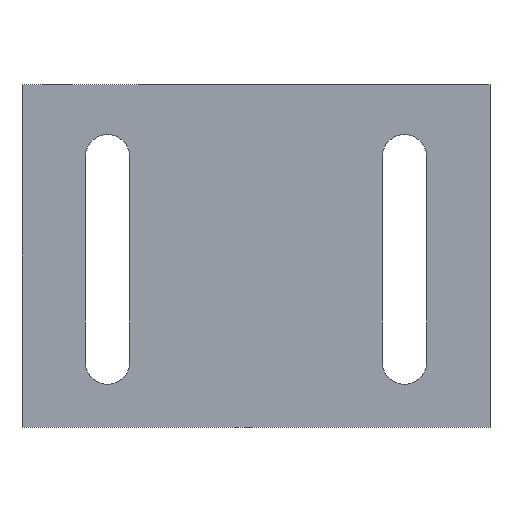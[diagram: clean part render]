
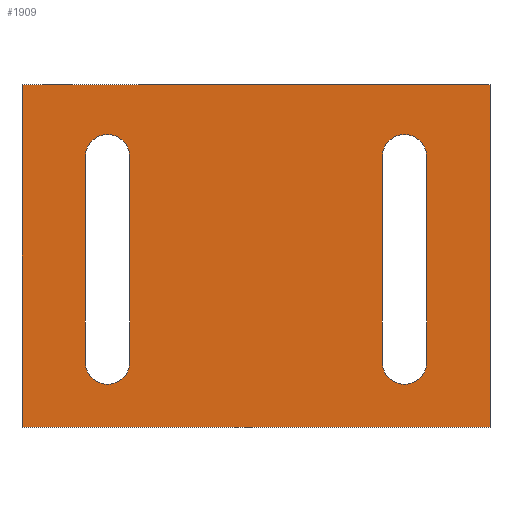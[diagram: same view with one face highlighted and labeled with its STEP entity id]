
A CAD part, left-side view. The second image highlights one B-rep face of the part: STEP entity #1909.
In plain terms, the highlighted planar face has unit normal (-1, 0, 0).
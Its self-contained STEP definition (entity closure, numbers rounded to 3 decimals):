
#1482=CARTESIAN_POINT('',(63.494,54.235,-54.0));
#1483=VERTEX_POINT('',#1482);
#1484=CARTESIAN_POINT('',(63.494,54.235,-24.));
#1485=VERTEX_POINT('',#1484);
#1486=CARTESIAN_POINT('',(63.494,54.235,-54.0));
#1487=DIRECTION('',(0.0,0.0,1.0));
#1488=VECTOR('',#1487,30.0);
#1489=LINE('',#1486,#1488);
#1490=EDGE_CURVE('',#1483,#1485,#1489,.T.);
#1522=CARTESIAN_POINT('',(63.494,47.735,-24.));
#1523=VERTEX_POINT('',#1522);
#1524=CARTESIAN_POINT('',(63.494,50.985,-24.));
#1525=DIRECTION('',(1.0,0.0,0.0));
#1526=DIRECTION('',(0.0,-1.0,0.0));
#1527=AXIS2_PLACEMENT_3D('',#1524,#1525,#1526);
#1528=CIRCLE('',#1527,3.25);
#1529=EDGE_CURVE('',#1485,#1523,#1528,.T.);
#1555=CARTESIAN_POINT('',(63.494,47.735,-54.0));
#1556=VERTEX_POINT('',#1555);
#1557=CARTESIAN_POINT('',(63.494,47.735,-24.));
#1558=DIRECTION('',(0.0,0.0,-1.0));
#1559=VECTOR('',#1558,30.);
#1560=LINE('',#1557,#1559);
#1561=EDGE_CURVE('',#1523,#1556,#1560,.T.);
#1586=CARTESIAN_POINT('',(63.494,50.985,-54.));
#1587=DIRECTION('',(1.0,0.0,0.0));
#1588=DIRECTION('',(0.0,1.0,0.0));
#1589=AXIS2_PLACEMENT_3D('',#1586,#1587,#1588);
#1590=CIRCLE('',#1589,3.25);
#1591=EDGE_CURVE('',#1556,#1483,#1590,.T.);
#1610=CARTESIAN_POINT('',(63.494,10.835,-54.0));
#1611=VERTEX_POINT('',#1610);
#1612=CARTESIAN_POINT('',(63.494,10.835,-24.));
#1613=VERTEX_POINT('',#1612);
#1614=CARTESIAN_POINT('',(63.494,10.835,-54.0));
#1615=DIRECTION('',(0.0,0.0,1.0));
#1616=VECTOR('',#1615,30.0);
#1617=LINE('',#1614,#1616);
#1618=EDGE_CURVE('',#1611,#1613,#1617,.T.);
#1650=CARTESIAN_POINT('',(63.494,4.335,-24.));
#1651=VERTEX_POINT('',#1650);
#1652=CARTESIAN_POINT('',(63.494,7.585,-24.));
#1653=DIRECTION('',(1.0,0.0,0.0));
#1654=DIRECTION('',(0.0,-1.0,0.0));
#1655=AXIS2_PLACEMENT_3D('',#1652,#1653,#1654);
#1656=CIRCLE('',#1655,3.25);
#1657=EDGE_CURVE('',#1613,#1651,#1656,.T.);
#1683=CARTESIAN_POINT('',(63.494,4.335,-54.0));
#1684=VERTEX_POINT('',#1683);
#1685=CARTESIAN_POINT('',(63.494,4.335,-24.));
#1686=DIRECTION('',(0.0,0.0,-1.0));
#1687=VECTOR('',#1686,30.);
#1688=LINE('',#1685,#1687);
#1689=EDGE_CURVE('',#1651,#1684,#1688,.T.);
#1714=CARTESIAN_POINT('',(63.494,7.585,-54.));
#1715=DIRECTION('',(1.0,0.0,0.0));
#1716=DIRECTION('',(0.0,1.0,0.0));
#1717=AXIS2_PLACEMENT_3D('',#1714,#1715,#1716);
#1718=CIRCLE('',#1717,3.25);
#1719=EDGE_CURVE('',#1684,#1611,#1718,.T.);
#1825=CARTESIAN_POINT('',(63.494,-4.915,-13.5));
#1826=VERTEX_POINT('',#1825);
#1834=CARTESIAN_POINT('',(63.494,63.485,-13.5));
#1835=VERTEX_POINT('',#1834);
#1842=CARTESIAN_POINT('',(63.494,-4.915,-13.5));
#1843=DIRECTION('',(0.0,1.0,0.0));
#1844=VECTOR('',#1843,68.4);
#1845=LINE('',#1842,#1844);
#1846=EDGE_CURVE('',#1826,#1835,#1845,.T.);
#1867=CARTESIAN_POINT('',(63.494,-4.916,-38.5));
#1868=DIRECTION('',(-1.0,0.0,0.0));
#1869=DIRECTION('',(0.0,-1.0,0.0));
#1870=AXIS2_PLACEMENT_3D('',#1867,#1868,#1869);
#1871=PLANE('',#1870);
#1872=CARTESIAN_POINT('',(63.494,-4.915,-63.5));
#1873=VERTEX_POINT('',#1872);
#1874=CARTESIAN_POINT('',(63.494,-4.915,-63.5));
#1875=DIRECTION('',(0.0,0.0,1.0));
#1876=VECTOR('',#1875,50.0);
#1877=LINE('',#1874,#1876);
#1878=EDGE_CURVE('',#1873,#1826,#1877,.T.);
#1879=ORIENTED_EDGE('',*,*,#1878,.T.);
#1880=ORIENTED_EDGE('',*,*,#1846,.T.);
#1881=CARTESIAN_POINT('',(63.494,63.485,-63.5));
#1882=VERTEX_POINT('',#1881);
#1883=CARTESIAN_POINT('',(63.494,63.485,-63.5));
#1884=DIRECTION('',(0.0,0.0,1.0));
#1885=VECTOR('',#1884,50.0);
#1886=LINE('',#1883,#1885);
#1887=EDGE_CURVE('',#1882,#1835,#1886,.T.);
#1888=ORIENTED_EDGE('',*,*,#1887,.F.);
#1889=CARTESIAN_POINT('',(63.494,-4.915,-63.5));
#1890=DIRECTION('',(0.0,1.0,0.0));
#1891=VECTOR('',#1890,68.4);
#1892=LINE('',#1889,#1891);
#1893=EDGE_CURVE('',#1873,#1882,#1892,.T.);
#1894=ORIENTED_EDGE('',*,*,#1893,.F.);
#1895=EDGE_LOOP('',(#1879,#1880,#1888,#1894));
#1896=FACE_OUTER_BOUND('',#1895,.T.);
#1897=ORIENTED_EDGE('',*,*,#1561,.T.);
#1898=ORIENTED_EDGE('',*,*,#1591,.T.);
#1899=ORIENTED_EDGE('',*,*,#1490,.T.);
#1900=ORIENTED_EDGE('',*,*,#1529,.T.);
#1901=EDGE_LOOP('',(#1897,#1898,#1899,#1900));
#1902=FACE_BOUND('',#1901,.T.);
#1903=ORIENTED_EDGE('',*,*,#1689,.T.);
#1904=ORIENTED_EDGE('',*,*,#1719,.T.);
#1905=ORIENTED_EDGE('',*,*,#1618,.T.);
#1906=ORIENTED_EDGE('',*,*,#1657,.T.);
#1907=EDGE_LOOP('',(#1903,#1904,#1905,#1906));
#1908=FACE_BOUND('',#1907,.T.);
#1909=ADVANCED_FACE('',(#1896,#1902,#1908),#1871,.T.);
